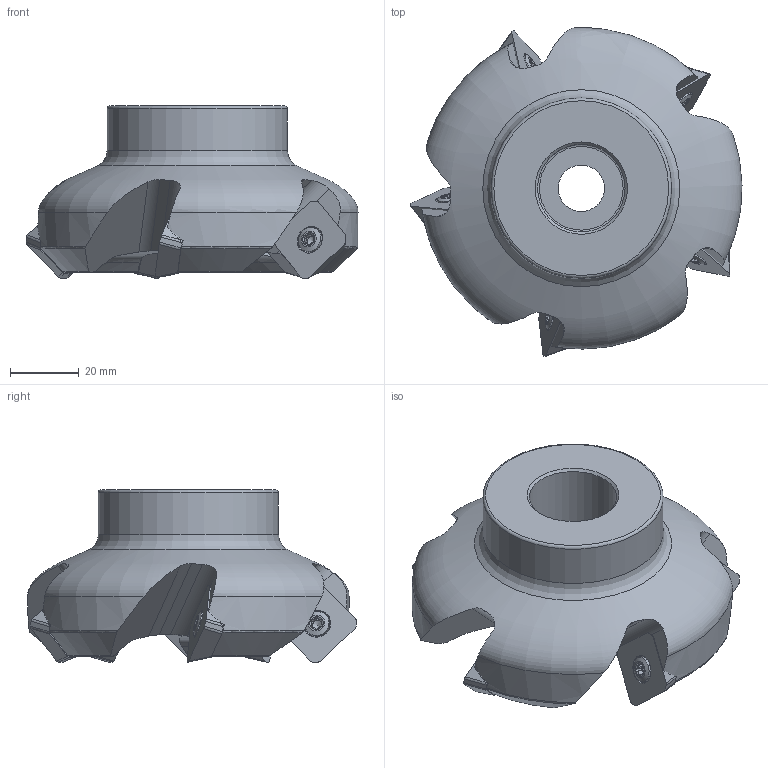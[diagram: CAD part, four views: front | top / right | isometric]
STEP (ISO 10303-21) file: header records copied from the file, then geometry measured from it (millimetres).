
FILE_DESCRIPTION(/* description */ (''),/* implementation_level */ '2;1');
FILE_NAME(/* name */ 'toolassembly_1.stp',/* time_stamp */ '2019-09-03T14:07:30+02:00',/* author */ (''),/* organization */ ('SMS'),/* preprocessor_version */ 'ST-DEVELOPER v16.7',/* originating_system */ 'SIEMENS PLM Software NX 12.0',/* authorisation */ '');
FILE_SCHEMA (('AUTOMOTIVE_DESIGN { 1 0 10303 214 3 1 1 1 }'));
Length unit declared in the file: millimetre
Products named in the file (4): CUT_20190903140703; NOCUT_20190903140634; ASSEMBLY_CONSTRUCTION; TOOLASSEMBLY_1
Assembly tree (7 placements, depth 2):
  TOOLASSEMBLY_1
    ASSEMBLY_CONSTRUCTION
    NOCUT_20190903140634
    CUT_20190903140703  x5
Bounding box: 96.45 x 95.52 x 50 mm (x, y, z)
Volume: 144929.2 mm3; surface area: 30439.7 mm2
Topology: 6 solids, 6 shells, 463 faces, 1206 edges, 784 vertices
Faces by surface type: plane 148, cylinder 135, cone 67, torus 46, extrusion 40, bspline 20, sphere 5, revolution 2
Full cylindrical faces by diameter (mm): 4.5 x5, 5.7 x5, 7.2 x5, 8.103 x5, 13.5 x1, 25.41 x1, 25.9 x1, 34 x1, 52.386 x1
Entity records: 11658 total; most frequent: CARTESIAN_POINT 4140, ORIENTED_EDGE 1508, DIRECTION 1496, EDGE_CURVE 754, AXIS2_PLACEMENT_3D 646, VERTEX_POINT 505, EDGE_LOOP 392, ADVANCED_FACE 323
